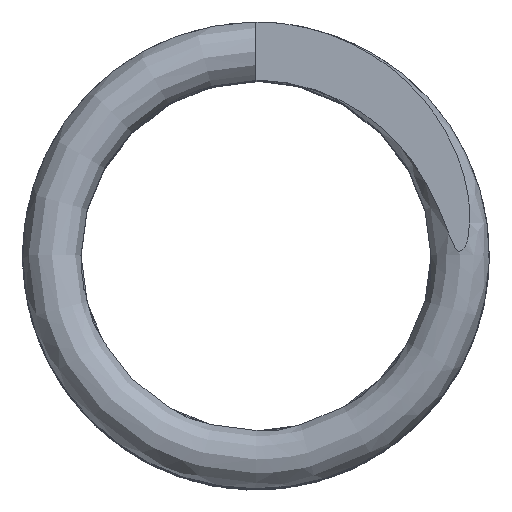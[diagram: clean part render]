
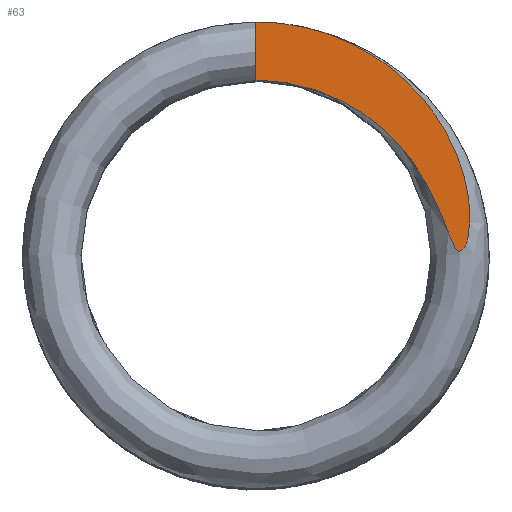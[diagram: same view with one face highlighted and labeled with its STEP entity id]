
A CAD part, top view. The second image highlights one B-rep face of the part: STEP entity #63.
In plain terms, the highlighted planar face has unit normal (0, 0, 1).
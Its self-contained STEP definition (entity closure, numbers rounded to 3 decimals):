
#12=LINE('',#830,#14);
#14=VECTOR('',#91,1000.);
#19=PLANE('',#82);
#20=B_SPLINE_CURVE_WITH_KNOTS('',3,(#782,#783,#784,#785,#786,#787,#788,
#789,#790,#791,#792,#793,#794,#795,#796,#797,#798,#799,#800,#801,#802,#803),
 .UNSPECIFIED.,.F.,.F.,(4,1,1,1,1,1,1,1,1,1,1,1,1,1,1,1,1,1,1,4),(0.,
0.001,0.001,0.001,0.002,
0.002,0.002,0.002,0.002,
0.002,0.003,0.003,0.003,
0.003,0.003,0.003,0.004,
0.004,0.005,0.006),
 .UNSPECIFIED.);
#32=ORIENTED_EDGE('',*,*,#35,.T.);
#33=ORIENTED_EDGE('',*,*,#38,.T.);
#35=EDGE_CURVE('',#40,#41,#20,.T.);
#38=EDGE_CURVE('',#41,#40,#12,.T.);
#40=VERTEX_POINT('',#780);
#41=VERTEX_POINT('',#781);
#51=EDGE_LOOP('',(#32,#33));
#57=FACE_BOUND('',#51,.T.);
#63=ADVANCED_FACE('',(#57),#19,.T.);
#82=AXIS2_PLACEMENT_3D('',#834,#97,#98);
#91=DIRECTION('',(0.,-1.,0.));
#97=DIRECTION('',(0.,0.,1.));
#98=DIRECTION('',(-1.,0.,0.));
#780=CARTESIAN_POINT('',(21.086,20.504,9.695));
#781=CARTESIAN_POINT('',(21.086,21.004,9.695));
#782=CARTESIAN_POINT('',(21.086,20.504,9.695));
#783=CARTESIAN_POINT('',(21.319,20.504,9.695));
#784=CARTESIAN_POINT('',(21.664,20.427,9.695));
#785=CARTESIAN_POINT('',(22.066,20.19,9.695));
#786=CARTESIAN_POINT('',(22.323,19.957,9.695));
#787=CARTESIAN_POINT('',(22.493,19.72,9.695));
#788=CARTESIAN_POINT('',(22.603,19.515,9.695));
#789=CARTESIAN_POINT('',(22.674,19.357,9.695));
#790=CARTESIAN_POINT('',(22.727,19.216,9.695));
#791=CARTESIAN_POINT('',(22.768,19.118,9.695));
#792=CARTESIAN_POINT('',(22.815,19.011,9.695));
#793=CARTESIAN_POINT('',(22.892,19.084,9.695));
#794=CARTESIAN_POINT('',(22.911,19.197,9.695));
#795=CARTESIAN_POINT('',(22.924,19.341,9.695));
#796=CARTESIAN_POINT('',(22.909,19.511,9.695));
#797=CARTESIAN_POINT('',(22.863,19.736,9.695));
#798=CARTESIAN_POINT('',(22.759,20.,9.695));
#799=CARTESIAN_POINT('',(22.575,20.291,9.695));
#800=CARTESIAN_POINT('',(22.264,20.624,9.695));
#801=CARTESIAN_POINT('',(21.767,20.923,9.695));
#802=CARTESIAN_POINT('',(21.315,21.004,9.695));
#803=CARTESIAN_POINT('',(21.086,21.004,9.695));
#830=CARTESIAN_POINT('',(21.086,20.754,9.695));
#834=CARTESIAN_POINT('',(21.086,20.002,9.695));
